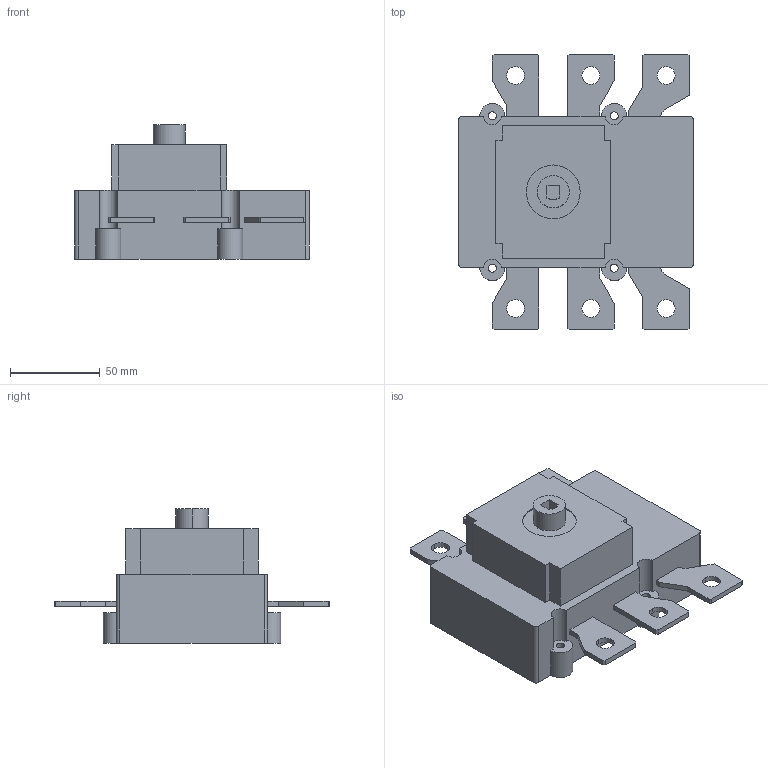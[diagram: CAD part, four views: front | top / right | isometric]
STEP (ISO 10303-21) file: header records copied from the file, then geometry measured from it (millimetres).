
FILE_DESCRIPTION((''),'2;1');
FILE_NAME('3d_GE0200.stp','2013-07-25T08:42:20',(''),(''),'Mechanical Desktop 2011','Mechanical Desktop 2011',', , ');
FILE_SCHEMA(('CONFIG_CONTROL_DESIGN'));
Length unit declared in the file: millimetre
Products named in the file (1): Product
Bounding box: 131 x 154 x 75 mm (x, y, z)
Volume: 560255.4 mm3; surface area: 60663.3 mm2
Topology: 7 solids, 7 shells, 142 faces, 555 edges, 588 vertices
Faces by surface type: plane 72, bspline 40, cylinder 30
Entity records: 5732 total; most frequent: CARTESIAN_POINT 1331, DIRECTION 863, ORIENTED_EDGE 784, VECTOR 453, LINE 453, EDGE_CURVE 392, VERTEX_POINT 268, AXIS2_PLACEMENT_3D 205
